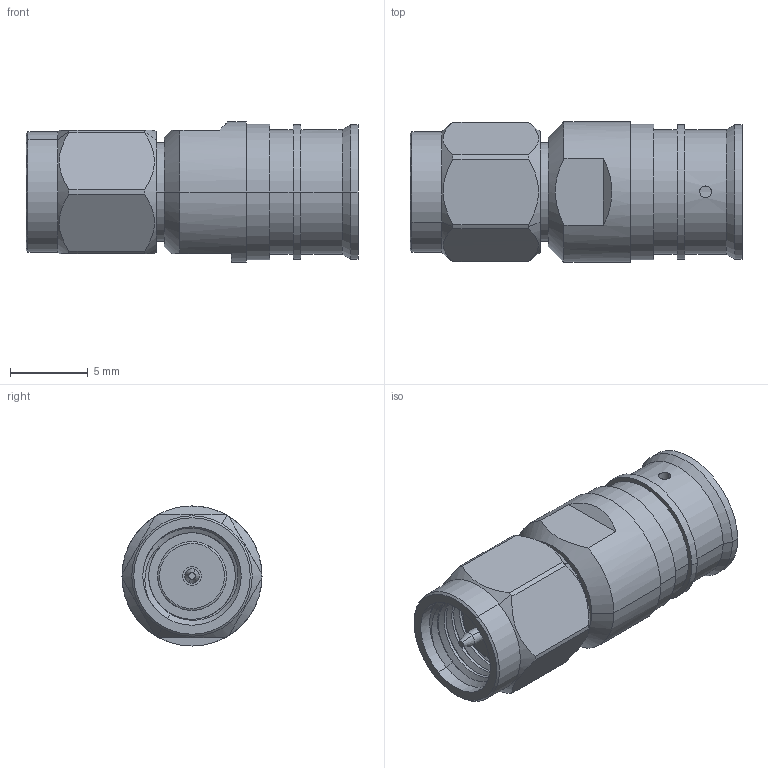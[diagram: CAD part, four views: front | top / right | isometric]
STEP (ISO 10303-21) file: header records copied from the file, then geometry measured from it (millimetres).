
FILE_DESCRIPTION (( 'STEP AP214' ), '1' );
FILE_NAME ('FMCN1718.step', '2021-01-28T21:31:39', ( '' ), ( '' ), 'SwSTEP 2.0', 'SolidWorks 2018', '' );
FILE_SCHEMA (( 'AUTOMOTIVE_DESIGN' ));
Length unit declared in the file: inch
Products named in the file (1): FMCN1718
Bounding box: 21.4 x 9.03 x 9.03 mm (x, y, z)
Volume: 850.5 mm3; surface area: 1029.6 mm2
Topology: 1 solids, 1 shells, 92 faces, 217 edges, 138 vertices
Faces by surface type: cylinder 47, plane 23, cone 17, bspline 5
Entity records: 4747 total; most frequent: CARTESIAN_POINT 2658, ORIENTED_EDGE 434, DIRECTION 421, EDGE_CURVE 217, AXIS2_PLACEMENT_3D 173, VERTEX_POINT 138, EDGE_LOOP 105, FACE_OUTER_BOUND 92
